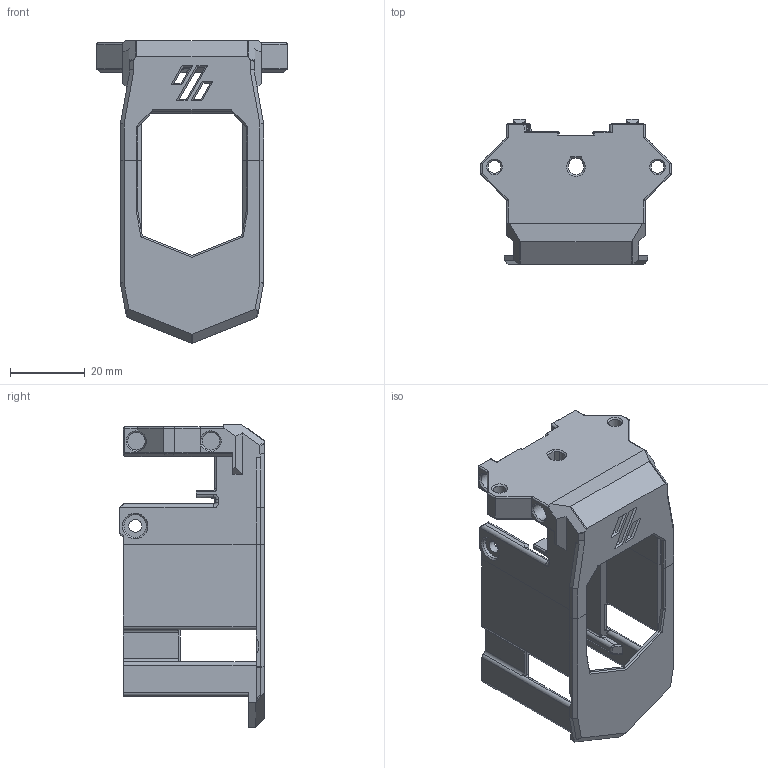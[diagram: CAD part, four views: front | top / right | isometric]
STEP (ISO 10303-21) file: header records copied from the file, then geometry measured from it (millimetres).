
FILE_DESCRIPTION(/* description */ ('','CAx-IF Rec.Pracs.---Representation and Presentation of Product Manufacturing Information (PMI)---4.0---2014-10-13'),/* implementation_level */ '2;1');
FILE_NAME(/* name */ 'UHF_ ANTHEAD_SHERPAMINI_VORONLOGO.step',/* time_stamp */ '2025-01-06T12:50:19-08:00',/* author */ (''),/* organization */ (''),/* preprocessor_version */ 'ST-DEVELOPER v20',/* originating_system */ 'Autodesk Translation Framework v13.20.0.188',/* authorisation */ '');
FILE_SCHEMA (('AP242_MANAGED_MODEL_BASED_3D_ENGINEERING_MIM_LF { 1 0 10303 442 1 1 4 }'));
Length unit declared in the file: millimetre
Products named in the file (9): (Unsaved); AntHead_Assembly; AntHead_Assembly_1; Main_Bodies_1; HF_2; Main_Body_Voron_Sherpa_HF; Untitled; antheaduhfledfix; Main_Body
Assembly tree (8 placements, depth 6):
  (Unsaved)
    AntHead_Assembly
      AntHead_Assembly_1
        Main_Bodies_1
          HF_2
            Main_Body_Voron_Sherpa_HF
    Untitled
      antheaduhfledfix
        Main_Body
Bounding box: 50.84 x 38.63 x 80.81 mm (x, y, z)
Volume: 22724.6 mm3; surface area: 17432.5 mm2
Topology: 2 solids, 2 shells, 569 faces, 1555 edges, 980 vertices
Faces by surface type: plane 312, cylinder 158, bspline 51, cone 25, torus 23
Full cylindrical faces by diameter (mm): 3.4 x4, 4.7 x7, 6 x2
Entity records: 20409 total; most frequent: CARTESIAN_POINT 5829, ORIENTED_EDGE 3092, DIRECTION 2952, EDGE_CURVE 1546, LINE 1038, VECTOR 1038, VERTEX_POINT 980, AXIS2_PLACEMENT_3D 957
